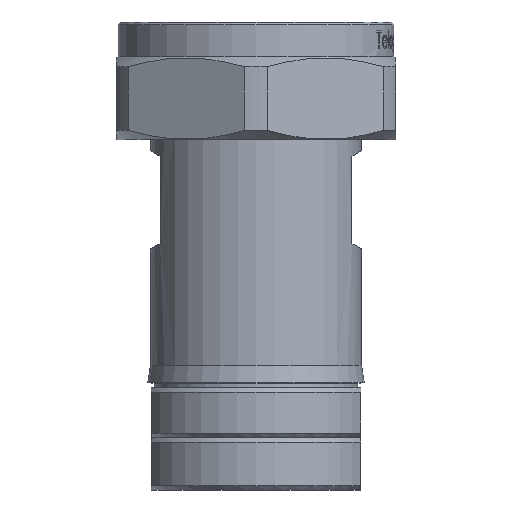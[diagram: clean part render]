
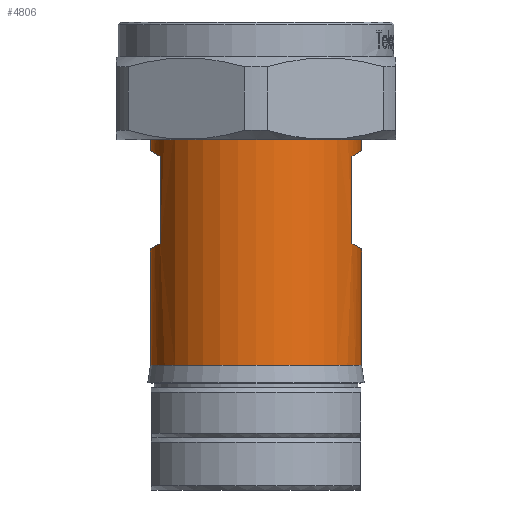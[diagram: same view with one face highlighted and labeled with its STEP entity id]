
A CAD part, front view. The second image highlights one B-rep face of the part: STEP entity #4806.
In plain terms, the highlighted cylindrical face has radius 12.1 mm (diameter 24.2 mm), a partial arc.
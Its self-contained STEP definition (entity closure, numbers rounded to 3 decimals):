
#44 = ORIENTED_EDGE ( 'NONE', *, *, #3565, .T. ) ;
#103 = CARTESIAN_POINT ( 'NONE',  ( 11., -5.041, -24.637 ) ) ;
#130 = CARTESIAN_POINT ( 'NONE',  ( -11., -5.041, -14.637 ) ) ;
#257 = VERTEX_POINT ( 'NONE', #3591 ) ;
#339 = CARTESIAN_POINT ( 'NONE',  ( -11.728, -3.453, -25.057 ) ) ;
#661 = LINE ( 'NONE', #10707, #12587 ) ;
#941 = VERTEX_POINT ( 'NONE', #7479 ) ;
#1002 = AXIS2_PLACEMENT_3D ( 'NONE', #10130, #3215, #11291 ) ;
#1121 = ORIENTED_EDGE ( 'NONE', *, *, #5089, .F. ) ;
#1131 = CARTESIAN_POINT ( 'NONE',  ( -12.1, -1.747, -14.002 ) ) ;
#1288 = CARTESIAN_POINT ( 'NONE',  ( 11., -5.041, -24.637 ) ) ;
#1399 = AXIS2_PLACEMENT_3D ( 'NONE', #4657, #12736, #5819 ) ;
#1836 = CARTESIAN_POINT ( 'NONE',  ( -12.1, 0., 0. ) ) ;
#1944 = VECTOR ( 'NONE', #4508, 1000. ) ;
#2085 = VERTEX_POINT ( 'NONE', #103 ) ;
#2166 = VERTEX_POINT ( 'NONE', #4950 ) ;
#2199 = CARTESIAN_POINT ( 'NONE',  ( 11., -5.041, -14.637 ) ) ;
#2279 = CARTESIAN_POINT ( 'NONE',  ( -11.728, -3.453, -14.217 ) ) ;
#2299 =( BOUNDED_CURVE ( )  B_SPLINE_CURVE ( 3, ( #4126, #11027, #12185, #5267 ),
 .UNSPECIFIED., .F., .F. ) 
 B_SPLINE_CURVE_WITH_KNOTS ( ( 4, 4 ),
 ( 5.853, 6.283 ),
 .UNSPECIFIED. ) 
 CURVE ( )  GEOMETRIC_REPRESENTATION_ITEM ( )  RATIONAL_B_SPLINE_CURVE ( ( 1., 0.985, 0.985, 1. ) ) 
 REPRESENTATION_ITEM ( '' )  );
#2453 = ORIENTED_EDGE ( 'NONE', *, *, #13150, .T. ) ;
#2662 = CARTESIAN_POINT ( 'NONE',  ( -12.1, 0., -25.272 ) ) ;
#2801 =( BOUNDED_CURVE ( )  B_SPLINE_CURVE ( 3, ( #11620, #12791, #8171, #1288 ),
 .UNSPECIFIED., .F., .F. ) 
 B_SPLINE_CURVE_WITH_KNOTS ( ( 4, 4 ),
 ( 3.142, 3.571 ),
 .UNSPECIFIED. ) 
 CURVE ( )  GEOMETRIC_REPRESENTATION_ITEM ( )  RATIONAL_B_SPLINE_CURVE ( ( 1., 0.985, 0.985, 1. ) ) 
 REPRESENTATION_ITEM ( '' )  );
#3215 = DIRECTION ( 'NONE',  ( 0., 0., 1. ) ) ;
#3246 = LINE ( 'NONE', #5542, #12454 ) ;
#3253 = CARTESIAN_POINT ( 'NONE',  ( -12.1, 0., -25.272 ) ) ;
#3565 = EDGE_CURVE ( 'NONE', #4482, #6337, #2299, .T. ) ;
#3591 = CARTESIAN_POINT ( 'NONE',  ( 12.1, 0., -11. ) ) ;
#3604 = AXIS2_PLACEMENT_3D ( 'NONE', #4831, #12919, #10643 ) ;
#3615 = EDGE_CURVE ( 'NONE', #941, #14936, #5204, .T. ) ;
#3779 = VERTEX_POINT ( 'NONE', #3253 ) ;
#3825 = EDGE_CURVE ( 'NONE', #2166, #9796, #5014, .T. ) ;
#4065 = CARTESIAN_POINT ( 'NONE',  ( -12.1, 0., 0. ) ) ;
#4126 = CARTESIAN_POINT ( 'NONE',  ( 11., -5.041, -14.637 ) ) ;
#4151 = EDGE_CURVE ( 'NONE', #6337, #257, #661, .T. ) ;
#4277 = DIRECTION ( 'NONE',  ( 0., 0., 1. ) ) ;
#4482 = VERTEX_POINT ( 'NONE', #2199 ) ;
#4508 = DIRECTION ( 'NONE',  ( 0., 0., 1. ) ) ;
#4513 = VERTEX_POINT ( 'NONE', #130 ) ;
#4657 = CARTESIAN_POINT ( 'NONE',  ( 0., 0., -38.6 ) ) ;
#4767 = VERTEX_POINT ( 'NONE', #10547 ) ;
#4797 = CARTESIAN_POINT ( 'NONE',  ( -12.1, 0., -38.6 ) ) ;
#4806 = ADVANCED_FACE ( 'NONE', ( #10374 ), #11995, .T. ) ;
#4831 = CARTESIAN_POINT ( 'NONE',  ( 0., 0., 0. ) ) ;
#4950 = CARTESIAN_POINT ( 'NONE',  ( 12.1, 0., -38.6 ) ) ;
#5014 = LINE ( 'NONE', #6763, #1944 ) ;
#5089 = EDGE_CURVE ( 'NONE', #14936, #257, #14161, .T. ) ;
#5204 = LINE ( 'NONE', #1836, #8246 ) ;
#5267 = CARTESIAN_POINT ( 'NONE',  ( 12.1, 0., -14.002 ) ) ;
#5281 =( BOUNDED_CURVE ( )  B_SPLINE_CURVE ( 3, ( #8405, #339, #9576, #2662 ),
 .UNSPECIFIED., .F., .F. ) 
 B_SPLINE_CURVE_WITH_KNOTS ( ( 4, 4 ),
 ( 2.712, 3.142 ),
 .UNSPECIFIED. ) 
 CURVE ( )  GEOMETRIC_REPRESENTATION_ITEM ( )  RATIONAL_B_SPLINE_CURVE ( ( 1., 0.985, 0.985, 1. ) ) 
 REPRESENTATION_ITEM ( '' )  );
#5542 = CARTESIAN_POINT ( 'NONE',  ( -11., -5.041, 0. ) ) ;
#5671 = EDGE_CURVE ( 'NONE', #7902, #2166, #6703, .T. ) ;
#5819 = DIRECTION ( 'NONE',  ( 1., 0., 0. ) ) ;
#6077 = DIRECTION ( 'NONE',  ( 0., 0., -1. ) ) ;
#6249 = EDGE_CURVE ( 'NONE', #4767, #3779, #5281, .T. ) ;
#6337 = VERTEX_POINT ( 'NONE', #6448 ) ;
#6448 = CARTESIAN_POINT ( 'NONE',  ( 12.1, 0., -14.002 ) ) ;
#6703 = CIRCLE ( 'NONE', #1399, 12.1 ) ;
#6726 = EDGE_CURVE ( 'NONE', #4767, #4513, #3246, .T. ) ;
#6763 = CARTESIAN_POINT ( 'NONE',  ( 12.1, 0., 0. ) ) ;
#6897 = ORIENTED_EDGE ( 'NONE', *, *, #3825, .T. ) ;
#7104 = LINE ( 'NONE', #4065, #13277 ) ;
#7479 = CARTESIAN_POINT ( 'NONE',  ( -12.1, 0., -14.002 ) ) ;
#7902 = VERTEX_POINT ( 'NONE', #4797 ) ;
#7922 = ORIENTED_EDGE ( 'NONE', *, *, #8754, .F. ) ;
#8014 = CARTESIAN_POINT ( 'NONE',  ( -12.1, 0., -14.002 ) ) ;
#8135 =( BOUNDED_CURVE ( )  B_SPLINE_CURVE ( 3, ( #8014, #1131, #2279, #10367 ),
 .UNSPECIFIED., .F., .T. ) 
 B_SPLINE_CURVE_WITH_KNOTS ( ( 4, 4 ),
 ( 0., 0.43 ),
 .UNSPECIFIED. ) 
 CURVE ( )  GEOMETRIC_REPRESENTATION_ITEM ( )  RATIONAL_B_SPLINE_CURVE ( ( 1., 0.985, 0.985, 1. ) ) 
 REPRESENTATION_ITEM ( '' )  );
#8171 = CARTESIAN_POINT ( 'NONE',  ( 11.728, -3.453, -25.057 ) ) ;
#8244 = ORIENTED_EDGE ( 'NONE', *, *, #4151, .T. ) ;
#8246 = VECTOR ( 'NONE', #4277, 1000. ) ;
#8321 = CARTESIAN_POINT ( 'NONE',  ( 11., -5.041, 0. ) ) ;
#8405 = CARTESIAN_POINT ( 'NONE',  ( -11., -5.041, -24.637 ) ) ;
#8438 = VECTOR ( 'NONE', #6077, 1000. ) ;
#8754 = EDGE_CURVE ( 'NONE', #4482, #2085, #11515, .T. ) ;
#9294 = ORIENTED_EDGE ( 'NONE', *, *, #13629, .F. ) ;
#9576 = CARTESIAN_POINT ( 'NONE',  ( -12.1, -1.747, -25.272 ) ) ;
#9583 = DIRECTION ( 'NONE',  ( 0., 0., 1. ) ) ;
#9796 = VERTEX_POINT ( 'NONE', #14132 ) ;
#10130 = CARTESIAN_POINT ( 'NONE',  ( 0., 0., -11. ) ) ;
#10211 = ORIENTED_EDGE ( 'NONE', *, *, #3615, .F. ) ;
#10367 = CARTESIAN_POINT ( 'NONE',  ( -11., -5.041, -14.637 ) ) ;
#10374 = FACE_OUTER_BOUND ( 'NONE', #14338, .T. ) ;
#10547 = CARTESIAN_POINT ( 'NONE',  ( -11., -5.041, -24.637 ) ) ;
#10643 = DIRECTION ( 'NONE',  ( 1., 0., 0. ) ) ;
#10707 = CARTESIAN_POINT ( 'NONE',  ( 12.1, 0., 0. ) ) ;
#11027 = CARTESIAN_POINT ( 'NONE',  ( 11.728, -3.453, -14.217 ) ) ;
#11291 = DIRECTION ( 'NONE',  ( 1., 0., 0. ) ) ;
#11515 = LINE ( 'NONE', #8321, #8438 ) ;
#11620 = CARTESIAN_POINT ( 'NONE',  ( 12.1, 0., -25.272 ) ) ;
#11912 = ORIENTED_EDGE ( 'NONE', *, *, #5671, .T. ) ;
#11995 = CYLINDRICAL_SURFACE ( 'NONE', #3604, 12.1 ) ;
#12120 = DIRECTION ( 'NONE',  ( 0., 0., 1. ) ) ;
#12177 = CARTESIAN_POINT ( 'NONE',  ( -12.1, 0., -11. ) ) ;
#12185 = CARTESIAN_POINT ( 'NONE',  ( 12.1, -1.747, -14.002 ) ) ;
#12454 = VECTOR ( 'NONE', #14803, 1000. ) ;
#12587 = VECTOR ( 'NONE', #9583, 1000. ) ;
#12701 = ORIENTED_EDGE ( 'NONE', *, *, #6726, .F. ) ;
#12736 = DIRECTION ( 'NONE',  ( 0., 0., 1. ) ) ;
#12791 = CARTESIAN_POINT ( 'NONE',  ( 12.1, -1.747, -25.272 ) ) ;
#12919 = DIRECTION ( 'NONE',  ( 0., 0., 1. ) ) ;
#13110 = EDGE_CURVE ( 'NONE', #941, #4513, #8135, .T. ) ;
#13150 = EDGE_CURVE ( 'NONE', #9796, #2085, #2801, .T. ) ;
#13277 = VECTOR ( 'NONE', #12120, 1000. ) ;
#13381 = ORIENTED_EDGE ( 'NONE', *, *, #13110, .T. ) ;
#13629 = EDGE_CURVE ( 'NONE', #7902, #3779, #7104, .T. ) ;
#14132 = CARTESIAN_POINT ( 'NONE',  ( 12.1, 0., -25.272 ) ) ;
#14161 = CIRCLE ( 'NONE', #1002, 12.1 ) ;
#14256 = ORIENTED_EDGE ( 'NONE', *, *, #6249, .T. ) ;
#14338 = EDGE_LOOP ( 'NONE', ( #9294, #11912, #6897, #2453, #7922, #44, #8244, #1121, #10211, #13381, #12701, #14256 ) ) ;
#14803 = DIRECTION ( 'NONE',  ( 0., 0., 1. ) ) ;
#14936 = VERTEX_POINT ( 'NONE', #12177 ) ;
